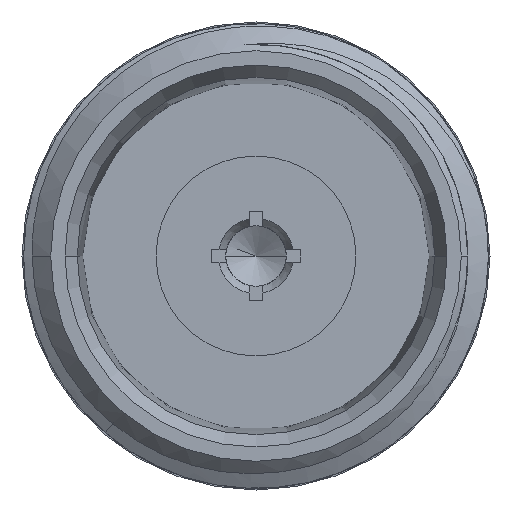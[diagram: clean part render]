
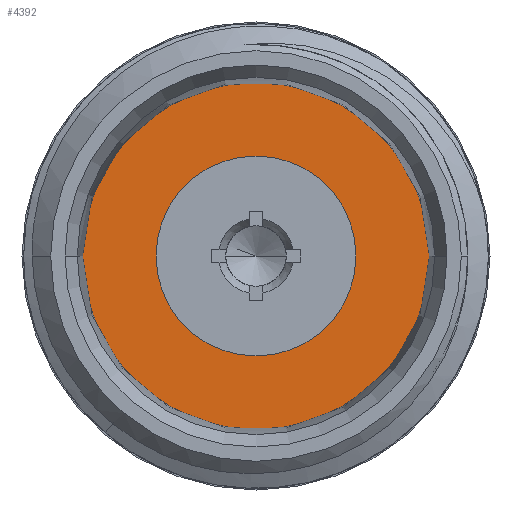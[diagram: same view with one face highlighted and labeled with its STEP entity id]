
A CAD part, left-side view. The second image highlights one B-rep face of the part: STEP entity #4392.
In plain terms, the highlighted planar face has unit normal (-1, 0, 0).
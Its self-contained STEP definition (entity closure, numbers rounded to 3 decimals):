
#1668=CARTESIAN_POINT('',(-0.69,0.,0.));
#1669=DIRECTION('',(1.,0.,0.));
#1670=DIRECTION('',(0.,1.,0.));
#1671=AXIS2_PLACEMENT_3D('',#1668,#1669,#1670);
#1673=CARTESIAN_POINT('',(-0.69,0.,0.));
#1674=DIRECTION('',(-1.,0.,0.));
#1675=DIRECTION('',(0.,1.,0.));
#1676=AXIS2_PLACEMENT_3D('',#1673,#1674,#1675);
#1678=CARTESIAN_POINT('',(-0.69,0.,0.));
#1679=DIRECTION('',(-1.,0.,0.));
#1680=DIRECTION('',(0.,0.,-1.));
#1681=AXIS2_PLACEMENT_3D('',#1678,#1679,#1680);
#1683=CARTESIAN_POINT('',(-0.69,0.,0.));
#1684=DIRECTION('',(-1.,0.,0.));
#1685=DIRECTION('',(0.,0.,1.));
#1686=AXIS2_PLACEMENT_3D('',#1683,#1684,#1685);
#2289=CARTESIAN_POINT('',(-0.69,4.075,0.));
#2291=VERTEX_POINT('',#2289);
#2293=CARTESIAN_POINT('',(-0.69,-4.075,0.));
#2295=VERTEX_POINT('',#2293);
#2305=CARTESIAN_POINT('',(-0.69,0.,-2.35));
#2306=CARTESIAN_POINT('',(-0.69,0.,2.35));
#2307=VERTEX_POINT('',#2305);
#2308=VERTEX_POINT('',#2306);
#4377=CARTESIAN_POINT('',(-0.69,0.,0.));
#4378=DIRECTION('',(-1.,0.,0.));
#4379=DIRECTION('',(0.,1.,0.));
#4380=AXIS2_PLACEMENT_3D('',#4377,#4378,#4379);
#4381=PLANE('',#4380);
#4382=ORIENTED_EDGE('',*,*,#4359,.T.);
#4383=ORIENTED_EDGE('',*,*,#4370,.F.);
#4384=EDGE_LOOP('',(#4382,#4383));
#4385=FACE_OUTER_BOUND('',#4384,.F.);
#4387=ORIENTED_EDGE('',*,*,#4386,.T.);
#4389=ORIENTED_EDGE('',*,*,#4388,.T.);
#4390=EDGE_LOOP('',(#4387,#4389));
#4391=FACE_BOUND('',#4390,.F.);
#4392=ADVANCED_FACE('',(#4385,#4391),#4381,.T.);
#1672=CIRCLE('',#1671,4.075);
#1677=CIRCLE('',#1676,4.075);
#1682=CIRCLE('',#1681,2.35);
#1687=CIRCLE('',#1686,2.35);
#4359=EDGE_CURVE('',#2291,#2295,#1672,.T.);
#4370=EDGE_CURVE('',#2291,#2295,#1677,.T.);
#4386=EDGE_CURVE('',#2307,#2308,#1682,.T.);
#4388=EDGE_CURVE('',#2308,#2307,#1687,.T.);
